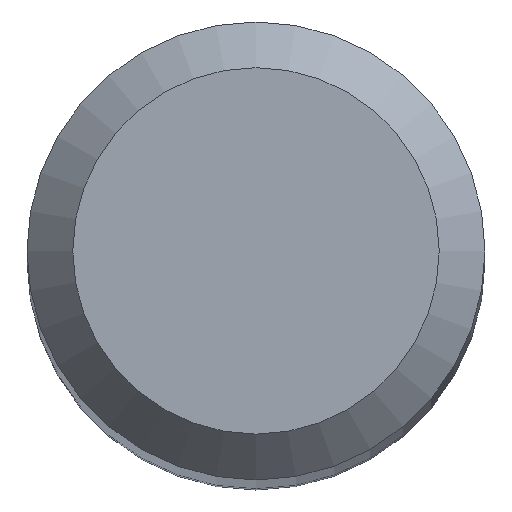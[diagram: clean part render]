
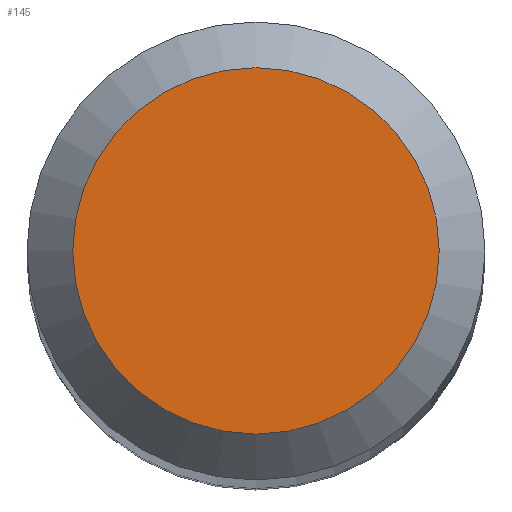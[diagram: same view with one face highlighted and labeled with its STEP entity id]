
A CAD part, top view. The second image highlights one B-rep face of the part: STEP entity #145.
In plain terms, the highlighted planar face has unit normal (0, 0, 1).
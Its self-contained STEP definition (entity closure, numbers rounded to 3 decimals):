
#9 = AXIS2_PLACEMENT_3D ( 'NONE', #186, #148, #80 ) ;
#12 = DIRECTION ( 'NONE',  ( 0., 0., -1. ) ) ;
#16 = VERTEX_POINT ( 'NONE', #134 ) ;
#25 = PLANE ( 'NONE',  #212 ) ;
#61 = DIRECTION ( 'NONE',  ( 0., 1., 0. ) ) ;
#78 = CARTESIAN_POINT ( 'NONE',  ( 0., 0., 38. ) ) ;
#80 = DIRECTION ( 'NONE',  ( 0., 1., 0. ) ) ;
#87 = EDGE_LOOP ( 'NONE', ( #178 ) ) ;
#97 = CIRCLE ( 'NONE', #9, 1.2 ) ;
#134 = CARTESIAN_POINT ( 'NONE',  ( 0., 1.2, 38. ) ) ;
#145 = ADVANCED_FACE ( 'NONE', ( #185 ), #25, .F. ) ;
#148 = DIRECTION ( 'NONE',  ( 0., 0., -1. ) ) ;
#178 = ORIENTED_EDGE ( 'NONE', *, *, #191, .F. ) ;
#185 = FACE_OUTER_BOUND ( 'NONE', #87, .T. ) ;
#186 = CARTESIAN_POINT ( 'NONE',  ( 0., 0., 38. ) ) ;
#191 = EDGE_CURVE ( 'NONE', #16, #16, #97, .T. ) ;
#212 = AXIS2_PLACEMENT_3D ( 'NONE', #78, #12, #61 ) ;
